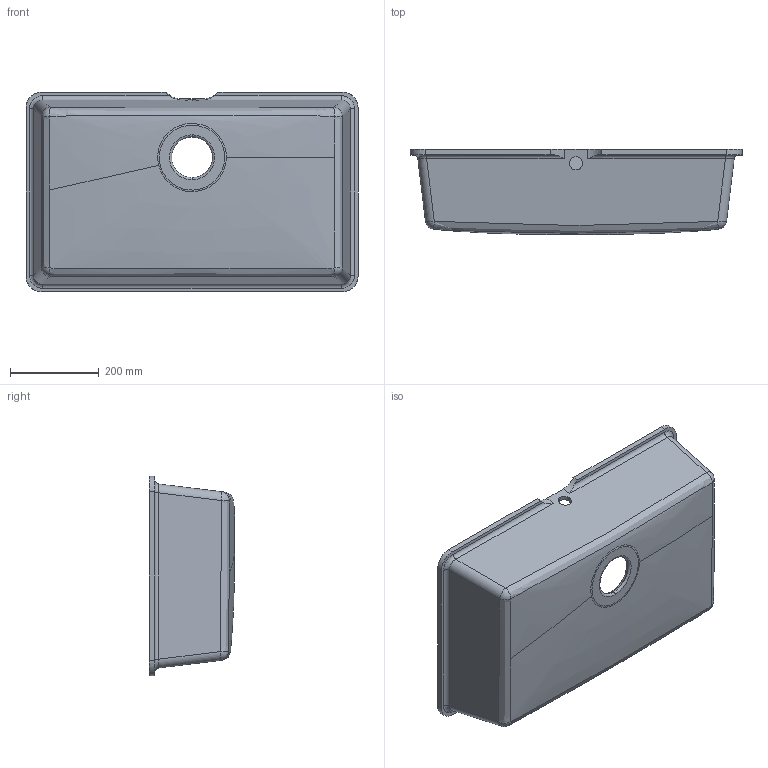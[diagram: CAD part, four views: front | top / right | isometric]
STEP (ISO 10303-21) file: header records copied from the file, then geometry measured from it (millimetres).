
FILE_DESCRIPTION (( 'STEP AP214' ), '1' );
FILE_NAME ('966_ACABADA_OVFL_NOU.STEP', '2018-10-15T10:43:35', ( '' ), ( '' ), 'SwSTEP 2.0', 'SolidWorks 2014', '' );
FILE_SCHEMA (( 'AUTOMOTIVE_DESIGN' ));
Length unit declared in the file: millimetre
Products named in the file (1): 966_ACABADA_OVFL_NOU
Bounding box: 749.27 x 192 x 450.26 mm (x, y, z)
Volume: 7956838.5 mm3; surface area: 1295997.3 mm2
Topology: 1 solids, 1 shells, 95 faces, 234 edges, 141 vertices
Faces by surface type: bspline 26, plane 24, cylinder 19, torus 10, cone 8, sphere 8
Entity records: 7856 total; most frequent: CARTESIAN_POINT 5794, ORIENTED_EDGE 468, DIRECTION 361, EDGE_CURVE 234, VERTEX_POINT 141, AXIS2_PLACEMENT_3D 138, EDGE_LOOP 99, FACE_OUTER_BOUND 95
